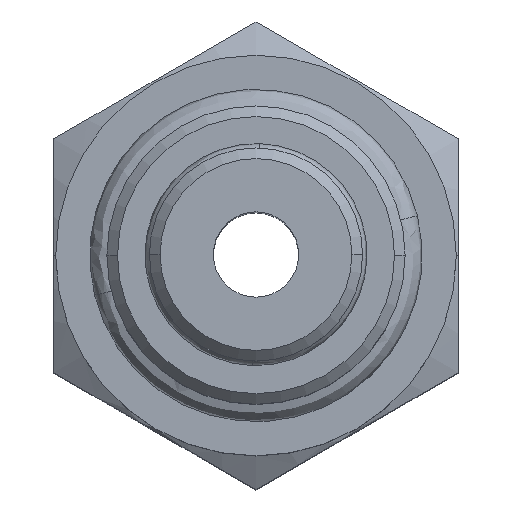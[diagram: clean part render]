
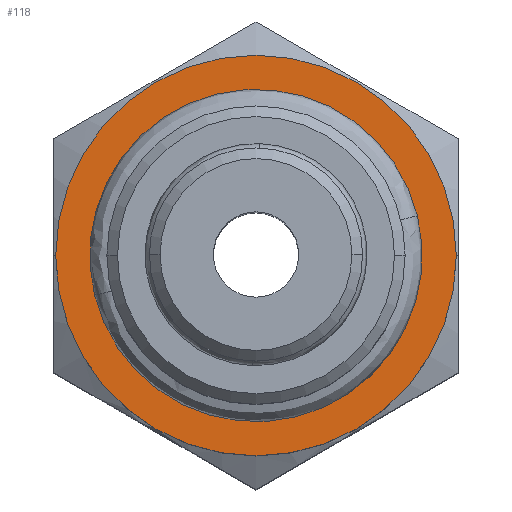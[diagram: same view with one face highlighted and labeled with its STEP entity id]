
A CAD part, top view. The second image highlights one B-rep face of the part: STEP entity #118.
In plain terms, the highlighted planar face has unit normal (0, 0, 1).
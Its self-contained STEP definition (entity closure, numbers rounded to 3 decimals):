
#41 = DIRECTION ( 'NONE',  ( 0., 0., 1. ) ) ;
#48 = CARTESIAN_POINT ( 'NONE',  ( -27.438, -2.228, -4.25 ) ) ;
#50 = FACE_OUTER_BOUND ( 'NONE', #981, .T. ) ;
#81 = ORIENTED_EDGE ( 'NONE', *, *, #263, .T. ) ;
#118 = ADVANCED_FACE ( 'NONE', ( #820, #50 ), #1229, .F. ) ;
#153 = DIRECTION ( 'NONE',  ( 0., 0., 1. ) ) ;
#219 = CARTESIAN_POINT ( 'NONE',  ( -21.038, -2.228, -4.25 ) ) ;
#263 = EDGE_CURVE ( 'NONE', #1056, #335, #1731, .T. ) ;
#284 = DIRECTION ( 'NONE',  ( 0., 0., -1. ) ) ;
#335 = VERTEX_POINT ( 'NONE', #48 ) ;
#349 = DIRECTION ( 'NONE',  ( -1., 0., 0. ) ) ;
#373 = DIRECTION ( 'NONE',  ( -1., 0., 0. ) ) ;
#422 = CIRCLE ( 'NONE', #632, 6.4 ) ;
#447 = AXIS2_PLACEMENT_3D ( 'NONE', #1808, #1238, #373 ) ;
#604 = VERTEX_POINT ( 'NONE', #1175 ) ;
#632 = AXIS2_PLACEMENT_3D ( 'NONE', #219, #1216, #349 ) ;
#716 = EDGE_CURVE ( 'NONE', #335, #1056, #422, .T. ) ;
#778 = ORIENTED_EDGE ( 'NONE', *, *, #1468, .T. ) ;
#820 = FACE_BOUND ( 'NONE', #1307, .T. ) ;
#867 = CARTESIAN_POINT ( 'NONE',  ( -14.638, -2.228, -4.25 ) ) ;
#905 = CARTESIAN_POINT ( 'NONE',  ( -21.038, -2.228, -4.25 ) ) ;
#981 = EDGE_LOOP ( 'NONE', ( #778, #1083 ) ) ;
#1007 = AXIS2_PLACEMENT_3D ( 'NONE', #905, #41, #1044 ) ;
#1012 = CARTESIAN_POINT ( 'NONE',  ( -21.038, -2.228, -4.25 ) ) ;
#1044 = DIRECTION ( 'NONE',  ( 1., 0., 0. ) ) ;
#1056 = VERTEX_POINT ( 'NONE', #867 ) ;
#1083 = ORIENTED_EDGE ( 'NONE', *, *, #1378, .T. ) ;
#1148 = CARTESIAN_POINT ( 'NONE',  ( -21.038, -2.228, -4.25 ) ) ;
#1149 = DIRECTION ( 'NONE',  ( 1., 0., 0. ) ) ;
#1175 = CARTESIAN_POINT ( 'NONE',  ( -30.438, -2.228, -4.25 ) ) ;
#1176 = CARTESIAN_POINT ( 'NONE',  ( -11.638, -2.228, -4.25 ) ) ;
#1210 = AXIS2_PLACEMENT_3D ( 'NONE', #1148, #284, #1293 ) ;
#1216 = DIRECTION ( 'NONE',  ( 0., 0., -1. ) ) ;
#1229 = PLANE ( 'NONE',  #447 ) ;
#1233 = CIRCLE ( 'NONE', #1708, 9.4 ) ;
#1238 = DIRECTION ( 'NONE',  ( 0., 0., -1. ) ) ;
#1293 = DIRECTION ( 'NONE',  ( -1., 0., 0. ) ) ;
#1307 = EDGE_LOOP ( 'NONE', ( #1438, #81 ) ) ;
#1378 = EDGE_CURVE ( 'NONE', #604, #1756, #1233, .T. ) ;
#1438 = ORIENTED_EDGE ( 'NONE', *, *, #716, .T. ) ;
#1468 = EDGE_CURVE ( 'NONE', #1756, #604, #1514, .T. ) ;
#1514 = CIRCLE ( 'NONE', #1007, 9.4 ) ;
#1708 = AXIS2_PLACEMENT_3D ( 'NONE', #1012, #153, #1149 ) ;
#1731 = CIRCLE ( 'NONE', #1210, 6.4 ) ;
#1756 = VERTEX_POINT ( 'NONE', #1176 ) ;
#1808 = CARTESIAN_POINT ( 'NONE',  ( -21.038, 2.522, -4.25 ) ) ;
